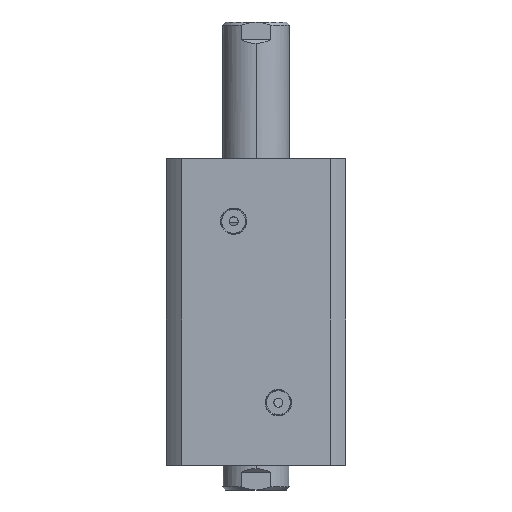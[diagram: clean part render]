
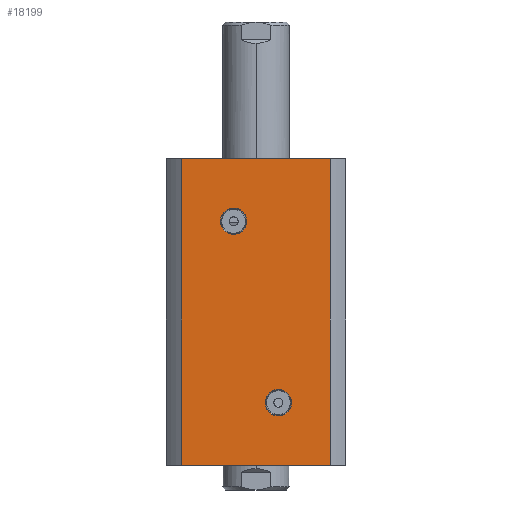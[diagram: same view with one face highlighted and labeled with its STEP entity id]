
A CAD part, left-side view. The second image highlights one B-rep face of the part: STEP entity #18199.
In plain terms, the highlighted planar face has unit normal (-1, 0, 0).
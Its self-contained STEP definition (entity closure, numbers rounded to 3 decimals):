
#120 = ORIENTED_EDGE ( 'NONE', *, *, #21014, .F. ) ;
#374 = CIRCLE ( 'NONE', #1266, 5.885 ) ;
#529 = DIRECTION ( 'NONE',  ( 1., 0., 0. ) ) ;
#652 = CARTESIAN_POINT ( 'NONE',  ( -40., -10., -40.5 ) ) ;
#933 = AXIS2_PLACEMENT_3D ( 'NONE', #6123, #17487, #7767 ) ;
#973 = CARTESIAN_POINT ( 'NONE',  ( -40., -10., -46.385 ) ) ;
#1123 = DIRECTION ( 'NONE',  ( -1., 0., 0. ) ) ;
#1266 = AXIS2_PLACEMENT_3D ( 'NONE', #3733, #15108, #5363 ) ;
#1304 = CARTESIAN_POINT ( 'NONE',  ( -40., -33.226, 68.5 ) ) ;
#2017 = EDGE_CURVE ( 'NONE', #7438, #7405, #6572, .T. ) ;
#2216 = VECTOR ( 'NONE', #7896, 1000. ) ;
#2304 = DIRECTION ( 'NONE',  ( 0., 0., 1. ) ) ;
#2665 = EDGE_LOOP ( 'NONE', ( #120, #16403 ) ) ;
#2783 = CARTESIAN_POINT ( 'NONE',  ( -40., -33.226, 68.5 ) ) ;
#2864 = EDGE_CURVE ( 'NONE', #17640, #4644, #20000, .T. ) ;
#3031 = VECTOR ( 'NONE', #4973, 1000. ) ;
#3217 = ORIENTED_EDGE ( 'NONE', *, *, #6193, .F. ) ;
#3434 = EDGE_CURVE ( 'NONE', #7438, #19606, #7340, .T. ) ;
#3733 = CARTESIAN_POINT ( 'NONE',  ( -40., -10., -40.5 ) ) ;
#3747 = ORIENTED_EDGE ( 'NONE', *, *, #8729, .F. ) ;
#3987 = CARTESIAN_POINT ( 'NONE',  ( -40., 10., 34.615 ) ) ;
#4644 = VERTEX_POINT ( 'NONE', #12269 ) ;
#4973 = DIRECTION ( 'NONE',  ( 0., -1., 0. ) ) ;
#5120 = LINE ( 'NONE', #7650, #13813 ) ;
#5363 = DIRECTION ( 'NONE',  ( 0., 0., 1. ) ) ;
#5478 = EDGE_CURVE ( 'NONE', #19606, #20466, #6536, .T. ) ;
#5670 = ORIENTED_EDGE ( 'NONE', *, *, #3434, .F. ) ;
#6123 = CARTESIAN_POINT ( 'NONE',  ( -40., 10., 40.5 ) ) ;
#6193 = EDGE_CURVE ( 'NONE', #16489, #10043, #374, .T. ) ;
#6328 = CARTESIAN_POINT ( 'NONE',  ( -40., 33.226, 68.5 ) ) ;
#6536 = LINE ( 'NONE', #1304, #18453 ) ;
#6572 = LINE ( 'NONE', #6328, #2216 ) ;
#7340 = LINE ( 'NONE', #19550, #3031 ) ;
#7405 = VERTEX_POINT ( 'NONE', #14779 ) ;
#7438 = VERTEX_POINT ( 'NONE', #16282 ) ;
#7650 = CARTESIAN_POINT ( 'NONE',  ( -40., 33.226, -68.5 ) ) ;
#7767 = DIRECTION ( 'NONE',  ( 0., 0., 1. ) ) ;
#7896 = DIRECTION ( 'NONE',  ( 0., 0., -1. ) ) ;
#8583 = PLANE ( 'NONE',  #19991 ) ;
#8729 = EDGE_CURVE ( 'NONE', #10043, #16489, #12292, .T. ) ;
#9365 = DIRECTION ( 'NONE',  ( 0., -1., 0. ) ) ;
#10043 = VERTEX_POINT ( 'NONE', #15734 ) ;
#10489 = AXIS2_PLACEMENT_3D ( 'NONE', #652, #12062, #2304 ) ;
#10522 = AXIS2_PLACEMENT_3D ( 'NONE', #10863, #1123, #12505 ) ;
#10700 = FACE_OUTER_BOUND ( 'NONE', #16474, .T. ) ;
#10863 = CARTESIAN_POINT ( 'NONE',  ( -40., 10., 40.5 ) ) ;
#11204 = FACE_BOUND ( 'NONE', #2665, .T. ) ;
#11520 = ORIENTED_EDGE ( 'NONE', *, *, #2017, .T. ) ;
#11919 = DIRECTION ( 'NONE',  ( 0., 0., -1. ) ) ;
#12062 = DIRECTION ( 'NONE',  ( -1., 0., 0. ) ) ;
#12269 = CARTESIAN_POINT ( 'NONE',  ( -40., 10., 46.385 ) ) ;
#12292 = CIRCLE ( 'NONE', #10489, 5.885 ) ;
#12466 = DIRECTION ( 'NONE',  ( 0., 0., -1. ) ) ;
#12505 = DIRECTION ( 'NONE',  ( 0., 0., 1. ) ) ;
#13242 = EDGE_CURVE ( 'NONE', #7405, #20466, #5120, .T. ) ;
#13466 = CARTESIAN_POINT ( 'NONE',  ( -40., -33.226, -68.5 ) ) ;
#13488 = ORIENTED_EDGE ( 'NONE', *, *, #13242, .T. ) ;
#13813 = VECTOR ( 'NONE', #9365, 1000. ) ;
#13864 = ORIENTED_EDGE ( 'NONE', *, *, #5478, .F. ) ;
#14779 = CARTESIAN_POINT ( 'NONE',  ( -40., 33.226, -68.5 ) ) ;
#14984 = FACE_BOUND ( 'NONE', #15867, .T. ) ;
#15108 = DIRECTION ( 'NONE',  ( -1., 0., 0. ) ) ;
#15734 = CARTESIAN_POINT ( 'NONE',  ( -40., -10., -34.615 ) ) ;
#15867 = EDGE_LOOP ( 'NONE', ( #3747, #3217 ) ) ;
#16282 = CARTESIAN_POINT ( 'NONE',  ( -40., 33.226, 68.5 ) ) ;
#16403 = ORIENTED_EDGE ( 'NONE', *, *, #2864, .F. ) ;
#16474 = EDGE_LOOP ( 'NONE', ( #13488, #13864, #5670, #11520 ) ) ;
#16489 = VERTEX_POINT ( 'NONE', #973 ) ;
#17487 = DIRECTION ( 'NONE',  ( -1., 0., 0. ) ) ;
#17640 = VERTEX_POINT ( 'NONE', #3987 ) ;
#18199 = ADVANCED_FACE ( 'NONE', ( #14984, #11204, #10700 ), #8583, .F. ) ;
#18453 = VECTOR ( 'NONE', #12466, 1000. ) ;
#19550 = CARTESIAN_POINT ( 'NONE',  ( -40., 33.226, 68.5 ) ) ;
#19606 = VERTEX_POINT ( 'NONE', #2783 ) ;
#19991 = AXIS2_PLACEMENT_3D ( 'NONE', #20012, #529, #11919 ) ;
#20000 = CIRCLE ( 'NONE', #933, 5.885 ) ;
#20012 = CARTESIAN_POINT ( 'NONE',  ( -40., 33.226, 68.5 ) ) ;
#20220 = CIRCLE ( 'NONE', #10522, 5.885 ) ;
#20466 = VERTEX_POINT ( 'NONE', #13466 ) ;
#21014 = EDGE_CURVE ( 'NONE', #4644, #17640, #20220, .T. ) ;
